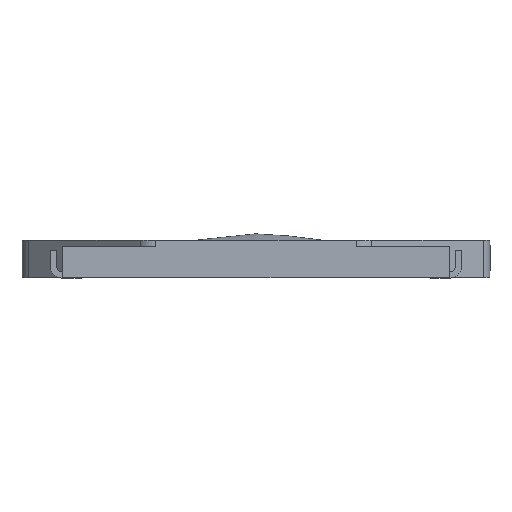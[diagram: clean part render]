
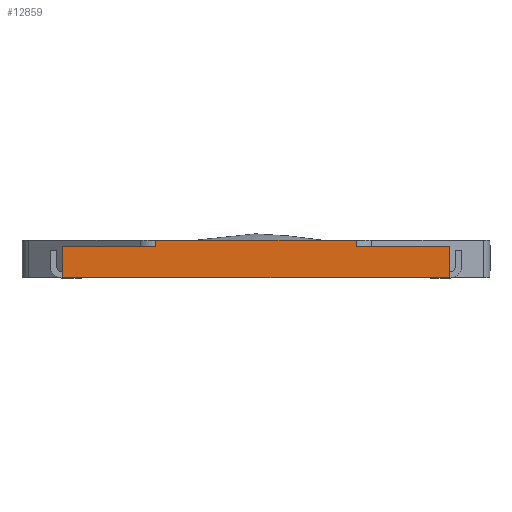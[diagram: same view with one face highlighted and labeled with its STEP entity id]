
A CAD part, front view. The second image highlights one B-rep face of the part: STEP entity #12859.
In plain terms, the highlighted planar face has unit normal (0, -1, 0).
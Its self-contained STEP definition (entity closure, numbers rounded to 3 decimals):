
#55 = VERTEX_POINT ( 'NONE', #12936 ) ;
#238 = EDGE_CURVE ( 'NONE', #12435, #4784, #8393, .T. ) ;
#428 = VECTOR ( 'NONE', #16319, 1000. ) ;
#650 = AXIS2_PLACEMENT_3D ( 'NONE', #16942, #7808, #6465 ) ;
#864 = DIRECTION ( 'NONE',  ( 0., 0., 1. ) ) ;
#880 = VECTOR ( 'NONE', #8863, 1000. ) ;
#1447 = VECTOR ( 'NONE', #7168, 1000. ) ;
#1788 = LINE ( 'NONE', #15012, #428 ) ;
#1858 = CARTESIAN_POINT ( 'NONE',  ( -3.75, -3.5, 0. ) ) ;
#2356 = ORIENTED_EDGE ( 'NONE', *, *, #11156, .T. ) ;
#2589 = PLANE ( 'NONE',  #650 ) ;
#3034 = VERTEX_POINT ( 'NONE', #13835 ) ;
#3319 = VECTOR ( 'NONE', #9466, 1000. ) ;
#3370 = VECTOR ( 'NONE', #5648, 1000. ) ;
#3541 = EDGE_CURVE ( 'NONE', #12435, #15860, #6980, .T. ) ;
#4067 = FACE_OUTER_BOUND ( 'NONE', #13833, .T. ) ;
#4113 = ORIENTED_EDGE ( 'NONE', *, *, #15516, .T. ) ;
#4538 = CARTESIAN_POINT ( 'NONE',  ( 3.1, -3.5, 0. ) ) ;
#4784 = VERTEX_POINT ( 'NONE', #4538 ) ;
#4805 = VECTOR ( 'NONE', #8176, 1000. ) ;
#5092 = ORIENTED_EDGE ( 'NONE', *, *, #13448, .F. ) ;
#5286 = EDGE_CURVE ( 'NONE', #15765, #55, #1788, .T. ) ;
#5390 = CARTESIAN_POINT ( 'NONE',  ( -3.1, -3.5, 0. ) ) ;
#5524 = ORIENTED_EDGE ( 'NONE', *, *, #238, .T. ) ;
#5560 = LINE ( 'NONE', #10767, #1447 ) ;
#5648 = DIRECTION ( 'NONE',  ( -1., 0., 0. ) ) ;
#5839 = CARTESIAN_POINT ( 'NONE',  ( 1.605, -3.5, 0.5 ) ) ;
#6046 = LINE ( 'NONE', #13989, #880 ) ;
#6465 = DIRECTION ( 'NONE',  ( 0., 0., 1. ) ) ;
#6980 = LINE ( 'NONE', #9371, #4805 ) ;
#7113 = DIRECTION ( 'NONE',  ( 1., 0., 0. ) ) ;
#7168 = DIRECTION ( 'NONE',  ( -1., 0., 0. ) ) ;
#7325 = ORIENTED_EDGE ( 'NONE', *, *, #7572, .T. ) ;
#7572 = EDGE_CURVE ( 'NONE', #13377, #12276, #10762, .T. ) ;
#7808 = DIRECTION ( 'NONE',  ( 0., 1., 0. ) ) ;
#8176 = DIRECTION ( 'NONE',  ( 0., 0., 1. ) ) ;
#8249 = CARTESIAN_POINT ( 'NONE',  ( 3.1, -3.5, 0.5 ) ) ;
#8393 = LINE ( 'NONE', #1858, #13928 ) ;
#8863 = DIRECTION ( 'NONE',  ( 0., 0., 1. ) ) ;
#9371 = CARTESIAN_POINT ( 'NONE',  ( -3.1, -3.5, 0. ) ) ;
#9398 = CARTESIAN_POINT ( 'NONE',  ( -1.605, -3.5, 0.6 ) ) ;
#9466 = DIRECTION ( 'NONE',  ( 0., 0., 1. ) ) ;
#10228 = ORIENTED_EDGE ( 'NONE', *, *, #5286, .F. ) ;
#10734 = CARTESIAN_POINT ( 'NONE',  ( -1.605, -3.5, 0.5 ) ) ;
#10762 = LINE ( 'NONE', #16192, #3370 ) ;
#10767 = CARTESIAN_POINT ( 'NONE',  ( -3.75, -3.5, 0.5 ) ) ;
#10989 = LINE ( 'NONE', #10734, #3319 ) ;
#11053 = EDGE_CURVE ( 'NONE', #3034, #15860, #5560, .T. ) ;
#11061 = ORIENTED_EDGE ( 'NONE', *, *, #11053, .T. ) ;
#11156 = EDGE_CURVE ( 'NONE', #12276, #55, #6046, .T. ) ;
#11190 = CARTESIAN_POINT ( 'NONE',  ( 3.1, -3.5, 0. ) ) ;
#12276 = VERTEX_POINT ( 'NONE', #5839 ) ;
#12435 = VERTEX_POINT ( 'NONE', #5390 ) ;
#12652 = LINE ( 'NONE', #11190, #14793 ) ;
#12859 = ADVANCED_FACE ( 'NONE', ( #4067 ), #2589, .F. ) ;
#12936 = CARTESIAN_POINT ( 'NONE',  ( 1.605, -3.5, 0.6 ) ) ;
#13325 = CARTESIAN_POINT ( 'NONE',  ( -3.1, -3.5, 0.5 ) ) ;
#13377 = VERTEX_POINT ( 'NONE', #8249 ) ;
#13448 = EDGE_CURVE ( 'NONE', #3034, #15765, #10989, .T. ) ;
#13813 = ORIENTED_EDGE ( 'NONE', *, *, #3541, .F. ) ;
#13833 = EDGE_LOOP ( 'NONE', ( #11061, #13813, #5524, #4113, #7325, #2356, #10228, #5092 ) ) ;
#13835 = CARTESIAN_POINT ( 'NONE',  ( -1.605, -3.5, 0.5 ) ) ;
#13928 = VECTOR ( 'NONE', #7113, 1000. ) ;
#13989 = CARTESIAN_POINT ( 'NONE',  ( 1.605, -3.5, 0.5 ) ) ;
#14793 = VECTOR ( 'NONE', #864, 1000. ) ;
#15012 = CARTESIAN_POINT ( 'NONE',  ( -3.75, -3.5, 0.6 ) ) ;
#15516 = EDGE_CURVE ( 'NONE', #4784, #13377, #12652, .T. ) ;
#15765 = VERTEX_POINT ( 'NONE', #9398 ) ;
#15860 = VERTEX_POINT ( 'NONE', #13325 ) ;
#16192 = CARTESIAN_POINT ( 'NONE',  ( -3.75, -3.5, 0.5 ) ) ;
#16319 = DIRECTION ( 'NONE',  ( 1., 0., 0. ) ) ;
#16942 = CARTESIAN_POINT ( 'NONE',  ( -3.75, -3.5, 0.6 ) ) ;
